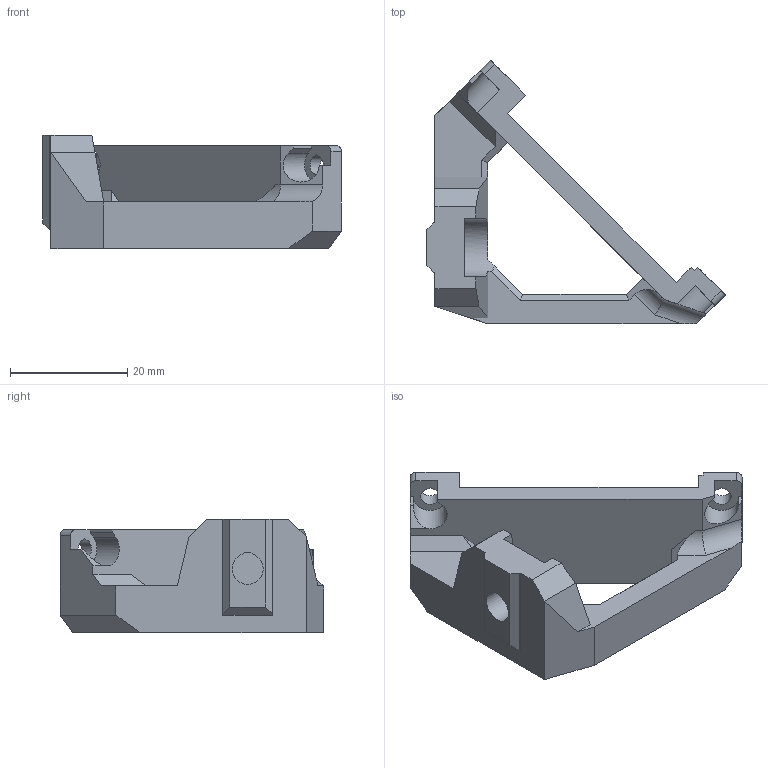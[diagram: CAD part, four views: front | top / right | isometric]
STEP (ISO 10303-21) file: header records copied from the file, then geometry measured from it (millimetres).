
FILE_DESCRIPTION(/* description */ (''),/* implementation_level */ '2;1');
FILE_NAME(/* name */ 'lcd_support_a.step',/* time_stamp */ '2020-01-08T09:08:27+01:00',/* author */ (''),/* organization */ (''),/* preprocessor_version */ 'ST-DEVELOPER v18',/* originating_system */ 'Autodesk Translation Framework v8.12.0.6',/* authorisation */ '');
FILE_SCHEMA (('AUTOMOTIVE_DESIGN { 1 0 10303 214 3 1 1 }'));
Length unit declared in the file: millimetre
Products named in the file (1): lcd_support_a
Bounding box: 50.99 x 45 x 19.4 mm (x, y, z)
Volume: 9799.1 mm3; surface area: 5543.8 mm2
Topology: 1 solids, 3 shells, 94 faces, 256 edges, 167 vertices
Faces by surface type: plane 84, cylinder 10
Entity records: 2969 total; most frequent: CARTESIAN_POINT 518, ORIENTED_EDGE 512, DIRECTION 471, EDGE_CURVE 256, LINE 231, VECTOR 231, VERTEX_POINT 167, AXIS2_PLACEMENT_3D 120
